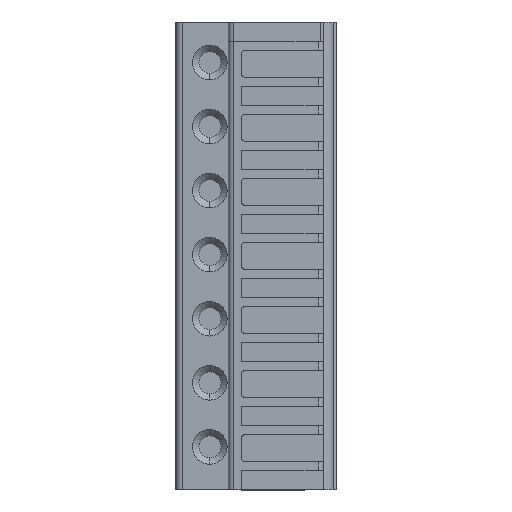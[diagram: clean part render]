
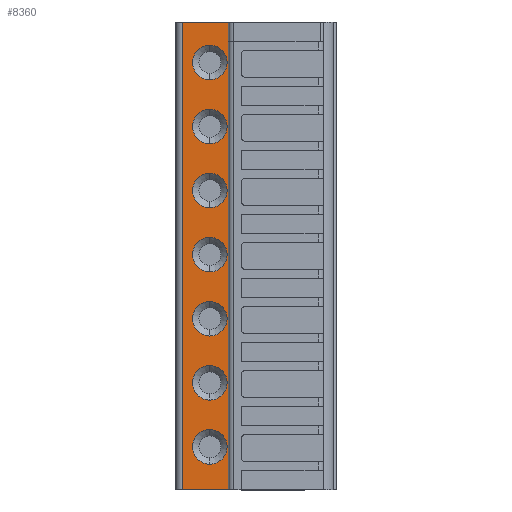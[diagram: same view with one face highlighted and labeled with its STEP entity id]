
A CAD part, top view. The second image highlights one B-rep face of the part: STEP entity #8360.
In plain terms, the highlighted planar face has unit normal (0, 0, 1).
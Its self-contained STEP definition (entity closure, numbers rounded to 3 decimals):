
#41=DIRECTION('',(0.,1.,0.));
#42=VECTOR('',#41,36.5);
#43=CARTESIAN_POINT('',(-2.15,-35.,3.3));
#44=LINE('',#43,#42);
#794=DIRECTION('',(1.,0.,0.));
#795=VECTOR('',#794,3.6);
#796=CARTESIAN_POINT('',(-5.75,1.5,3.3));
#797=LINE('',#796,#795);
#2194=DIRECTION('',(1.,0.,0.));
#2195=VECTOR('',#2194,3.6);
#2196=CARTESIAN_POINT('',(-5.75,-35.,3.3));
#2197=LINE('',#2196,#2195);
#3021=CARTESIAN_POINT('',(-3.6,-1.65,3.3));
#3022=DIRECTION('',(0.,0.,-1.));
#3023=DIRECTION('',(0.,-1.,0.));
#3024=AXIS2_PLACEMENT_3D('',#3021,#3022,#3023);
#3026=CARTESIAN_POINT('',(-3.6,-1.65,3.3));
#3027=DIRECTION('',(0.,0.,-1.));
#3028=DIRECTION('',(0.,1.,0.));
#3029=AXIS2_PLACEMENT_3D('',#3026,#3027,#3028);
#3031=CARTESIAN_POINT('',(-3.6,-6.65,3.3));
#3032=DIRECTION('',(0.,0.,-1.));
#3033=DIRECTION('',(0.,-1.,0.));
#3034=AXIS2_PLACEMENT_3D('',#3031,#3032,#3033);
#3036=CARTESIAN_POINT('',(-3.6,-6.65,3.3));
#3037=DIRECTION('',(0.,0.,-1.));
#3038=DIRECTION('',(0.,1.,0.));
#3039=AXIS2_PLACEMENT_3D('',#3036,#3037,#3038);
#3041=CARTESIAN_POINT('',(-3.6,-11.65,3.3));
#3042=DIRECTION('',(0.,0.,-1.));
#3043=DIRECTION('',(0.,-1.,0.));
#3044=AXIS2_PLACEMENT_3D('',#3041,#3042,#3043);
#3046=CARTESIAN_POINT('',(-3.6,-11.65,3.3));
#3047=DIRECTION('',(0.,0.,-1.));
#3048=DIRECTION('',(0.,1.,0.));
#3049=AXIS2_PLACEMENT_3D('',#3046,#3047,#3048);
#3051=CARTESIAN_POINT('',(-3.6,-16.65,3.3));
#3052=DIRECTION('',(0.,0.,-1.));
#3053=DIRECTION('',(0.,-1.,0.));
#3054=AXIS2_PLACEMENT_3D('',#3051,#3052,#3053);
#3056=CARTESIAN_POINT('',(-3.6,-16.65,3.3));
#3057=DIRECTION('',(0.,0.,-1.));
#3058=DIRECTION('',(0.,1.,0.));
#3059=AXIS2_PLACEMENT_3D('',#3056,#3057,#3058);
#3061=CARTESIAN_POINT('',(-3.6,-21.65,3.3));
#3062=DIRECTION('',(0.,0.,-1.));
#3063=DIRECTION('',(0.,-1.,0.));
#3064=AXIS2_PLACEMENT_3D('',#3061,#3062,#3063);
#3066=CARTESIAN_POINT('',(-3.6,-21.65,3.3));
#3067=DIRECTION('',(0.,0.,-1.));
#3068=DIRECTION('',(0.,1.,0.));
#3069=AXIS2_PLACEMENT_3D('',#3066,#3067,#3068);
#3071=CARTESIAN_POINT('',(-3.6,-26.65,3.3));
#3072=DIRECTION('',(0.,0.,-1.));
#3073=DIRECTION('',(0.,-1.,0.));
#3074=AXIS2_PLACEMENT_3D('',#3071,#3072,#3073);
#3076=CARTESIAN_POINT('',(-3.6,-26.65,3.3));
#3077=DIRECTION('',(0.,0.,-1.));
#3078=DIRECTION('',(0.,1.,0.));
#3079=AXIS2_PLACEMENT_3D('',#3076,#3077,#3078);
#3081=CARTESIAN_POINT('',(-3.6,-31.65,3.3));
#3082=DIRECTION('',(0.,0.,-1.));
#3083=DIRECTION('',(0.,-1.,0.));
#3084=AXIS2_PLACEMENT_3D('',#3081,#3082,#3083);
#3086=CARTESIAN_POINT('',(-3.6,-31.65,3.3));
#3087=DIRECTION('',(0.,0.,-1.));
#3088=DIRECTION('',(0.,1.,0.));
#3089=AXIS2_PLACEMENT_3D('',#3086,#3087,#3088);
#3091=DIRECTION('',(0.,1.,0.));
#3092=VECTOR('',#3091,36.5);
#3093=CARTESIAN_POINT('',(-5.75,-35.,3.3));
#3094=LINE('',#3093,#3092);
#3675=CARTESIAN_POINT('',(-5.75,-35.,3.3));
#3676=VERTEX_POINT('',#3675);
#3677=CARTESIAN_POINT('',(-2.15,-35.,3.3));
#3678=VERTEX_POINT('',#3677);
#4497=CARTESIAN_POINT('',(-3.6,-3.,3.3));
#4498=CARTESIAN_POINT('',(-3.6,-0.3,3.3));
#4499=VERTEX_POINT('',#4497);
#4500=VERTEX_POINT('',#4498);
#4505=CARTESIAN_POINT('',(-3.6,-8.,3.3));
#4506=CARTESIAN_POINT('',(-3.6,-5.3,3.3));
#4507=VERTEX_POINT('',#4505);
#4508=VERTEX_POINT('',#4506);
#4513=CARTESIAN_POINT('',(-3.6,-13.,3.3));
#4514=CARTESIAN_POINT('',(-3.6,-10.3,3.3));
#4515=VERTEX_POINT('',#4513);
#4516=VERTEX_POINT('',#4514);
#4521=CARTESIAN_POINT('',(-3.6,-18.,3.3));
#4522=CARTESIAN_POINT('',(-3.6,-15.3,3.3));
#4523=VERTEX_POINT('',#4521);
#4524=VERTEX_POINT('',#4522);
#4529=CARTESIAN_POINT('',(-3.6,-23.,3.3));
#4530=CARTESIAN_POINT('',(-3.6,-20.3,3.3));
#4531=VERTEX_POINT('',#4529);
#4532=VERTEX_POINT('',#4530);
#4537=CARTESIAN_POINT('',(-3.6,-28.,3.3));
#4538=CARTESIAN_POINT('',(-3.6,-25.3,3.3));
#4539=VERTEX_POINT('',#4537);
#4540=VERTEX_POINT('',#4538);
#4545=CARTESIAN_POINT('',(-3.6,-33.,3.3));
#4546=CARTESIAN_POINT('',(-3.6,-30.3,3.3));
#4547=VERTEX_POINT('',#4545);
#4548=VERTEX_POINT('',#4546);
#4595=CARTESIAN_POINT('',(-5.75,1.5,3.3));
#4596=VERTEX_POINT('',#4595);
#4597=CARTESIAN_POINT('',(-2.15,1.5,3.3));
#4598=VERTEX_POINT('',#4597);
#8307=CARTESIAN_POINT('',(-5.75,0.,3.3));
#8308=DIRECTION('',(0.,0.,1.));
#8309=DIRECTION('',(1.,0.,0.));
#8310=AXIS2_PLACEMENT_3D('',#8307,#8308,#8309);
#8311=PLANE('',#8310);
#8312=ORIENTED_EDGE('',*,*,#8301,.T.);
#8313=ORIENTED_EDGE('',*,*,#5360,.T.);
#8314=ORIENTED_EDGE('',*,*,#4699,.F.);
#8315=ORIENTED_EDGE('',*,*,#6831,.F.);
#8316=EDGE_LOOP('',(#8312,#8313,#8314,#8315));
#8317=FACE_OUTER_BOUND('',#8316,.F.);
#8319=ORIENTED_EDGE('',*,*,#8318,.F.);
#8321=ORIENTED_EDGE('',*,*,#8320,.F.);
#8322=EDGE_LOOP('',(#8319,#8321));
#8323=FACE_BOUND('',#8322,.F.);
#8325=ORIENTED_EDGE('',*,*,#8324,.F.);
#8327=ORIENTED_EDGE('',*,*,#8326,.F.);
#8328=EDGE_LOOP('',(#8325,#8327));
#8329=FACE_BOUND('',#8328,.F.);
#8331=ORIENTED_EDGE('',*,*,#8330,.F.);
#8333=ORIENTED_EDGE('',*,*,#8332,.F.);
#8334=EDGE_LOOP('',(#8331,#8333));
#8335=FACE_BOUND('',#8334,.F.);
#8337=ORIENTED_EDGE('',*,*,#8336,.F.);
#8339=ORIENTED_EDGE('',*,*,#8338,.F.);
#8340=EDGE_LOOP('',(#8337,#8339));
#8341=FACE_BOUND('',#8340,.F.);
#8343=ORIENTED_EDGE('',*,*,#8342,.F.);
#8345=ORIENTED_EDGE('',*,*,#8344,.F.);
#8346=EDGE_LOOP('',(#8343,#8345));
#8347=FACE_BOUND('',#8346,.F.);
#8349=ORIENTED_EDGE('',*,*,#8348,.F.);
#8351=ORIENTED_EDGE('',*,*,#8350,.F.);
#8352=EDGE_LOOP('',(#8349,#8351));
#8353=FACE_BOUND('',#8352,.F.);
#8355=ORIENTED_EDGE('',*,*,#8354,.F.);
#8357=ORIENTED_EDGE('',*,*,#8356,.F.);
#8358=EDGE_LOOP('',(#8355,#8357));
#8359=FACE_BOUND('',#8358,.F.);
#8360=ADVANCED_FACE('',(#8317,#8323,#8329,#8335,#8341,#8347,#8353,#8359),#8311,
.T.);
#3025=CIRCLE('',#3024,1.35);
#3030=CIRCLE('',#3029,1.35);
#3035=CIRCLE('',#3034,1.35);
#3040=CIRCLE('',#3039,1.35);
#3045=CIRCLE('',#3044,1.35);
#3050=CIRCLE('',#3049,1.35);
#3055=CIRCLE('',#3054,1.35);
#3060=CIRCLE('',#3059,1.35);
#3065=CIRCLE('',#3064,1.35);
#3070=CIRCLE('',#3069,1.35);
#3075=CIRCLE('',#3074,1.35);
#3080=CIRCLE('',#3079,1.35);
#3085=CIRCLE('',#3084,1.35);
#3090=CIRCLE('',#3089,1.35);
#4699=EDGE_CURVE('',#3678,#4598,#44,.T.);
#5360=EDGE_CURVE('',#4596,#4598,#797,.T.);
#6831=EDGE_CURVE('',#3676,#3678,#2197,.T.);
#8301=EDGE_CURVE('',#3676,#4596,#3094,.T.);
#8318=EDGE_CURVE('',#4507,#4508,#3035,.T.);
#8320=EDGE_CURVE('',#4508,#4507,#3040,.T.);
#8324=EDGE_CURVE('',#4515,#4516,#3045,.T.);
#8326=EDGE_CURVE('',#4516,#4515,#3050,.T.);
#8330=EDGE_CURVE('',#4523,#4524,#3055,.T.);
#8332=EDGE_CURVE('',#4524,#4523,#3060,.T.);
#8336=EDGE_CURVE('',#4531,#4532,#3065,.T.);
#8338=EDGE_CURVE('',#4532,#4531,#3070,.T.);
#8342=EDGE_CURVE('',#4539,#4540,#3075,.T.);
#8344=EDGE_CURVE('',#4540,#4539,#3080,.T.);
#8348=EDGE_CURVE('',#4547,#4548,#3085,.T.);
#8350=EDGE_CURVE('',#4548,#4547,#3090,.T.);
#8354=EDGE_CURVE('',#4499,#4500,#3025,.T.);
#8356=EDGE_CURVE('',#4500,#4499,#3030,.T.);
